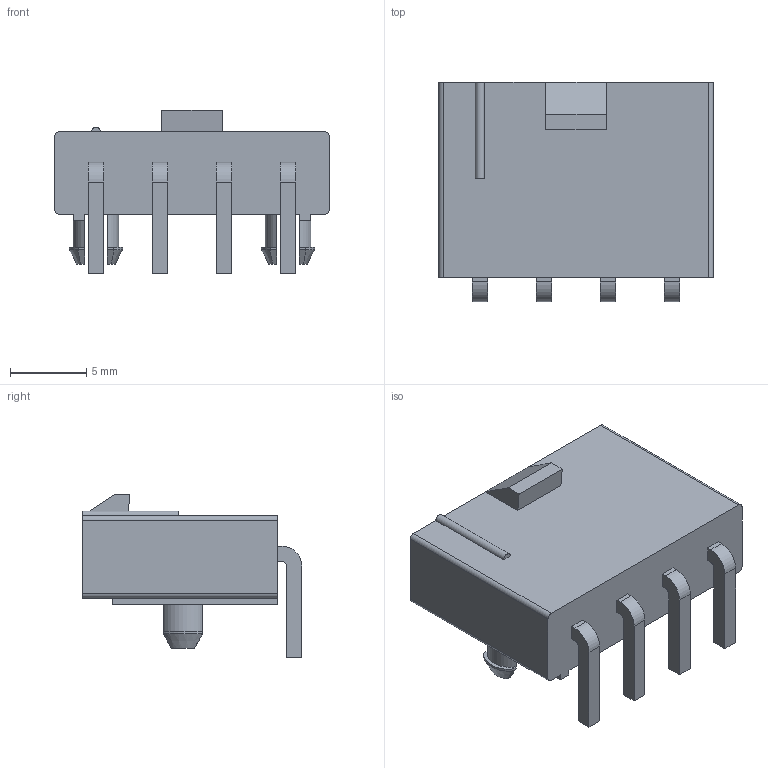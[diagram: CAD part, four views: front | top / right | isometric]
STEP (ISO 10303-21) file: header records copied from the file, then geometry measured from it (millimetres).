
FILE_DESCRIPTION((''),'2;1');
FILE_NAME('MOLEX_39-30-3045.stp','2013-07-15T09:15:17',(''),(''),'Mechanical Desktop 2011','Mechanical Desktop 2011',', , ');
FILE_SCHEMA(('AUTOMOTIVE_DESIGN { 1 2 10303 214 1 1 1 1 }'));
Length unit declared in the file: millimetre
Products named in the file (1): Product
Bounding box: 18 x 14.4 x 10.7 mm (x, y, z)
Volume: 790.1 mm3; surface area: 1626.5 mm2
Topology: 9 solids, 9 shells, 151 faces, 361 edges, 234 vertices
Faces by surface type: plane 108, cylinder 21, bspline 18, cone 4
Entity records: 4347 total; most frequent: CARTESIAN_POINT 809, ORIENTED_EDGE 722, DIRECTION 677, EDGE_CURVE 361, VECTOR 305, LINE 305, VERTEX_POINT 234, AXIS2_PLACEMENT_3D 186
